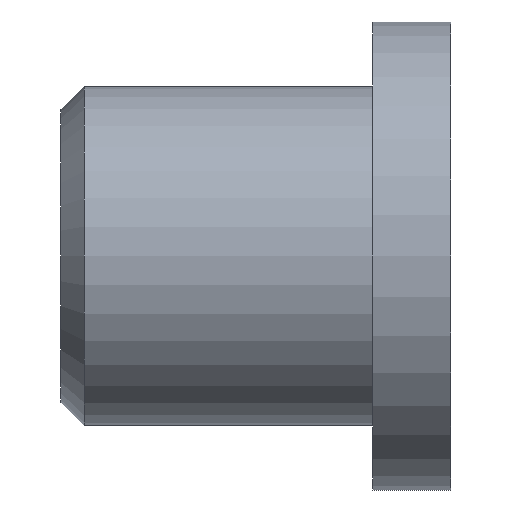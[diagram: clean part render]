
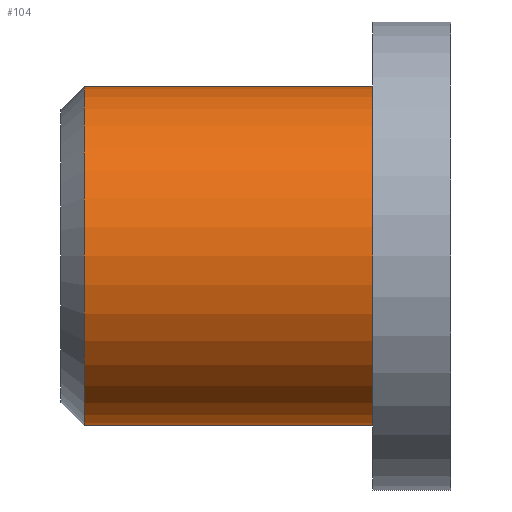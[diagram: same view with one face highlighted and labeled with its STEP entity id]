
A CAD part, front view. The second image highlights one B-rep face of the part: STEP entity #104.
In plain terms, the highlighted cylindrical face has radius 4.35 mm (diameter 8.7 mm), a partial arc.
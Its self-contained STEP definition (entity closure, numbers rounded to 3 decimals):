
#2 = CARTESIAN_POINT ( 'NONE',  ( 8., 0., -4.35 ) ) ;
#5 = EDGE_CURVE ( 'NONE', #27, #224, #171, .T. ) ;
#12 = DIRECTION ( 'NONE',  ( -1., 0., 0. ) ) ;
#13 = ORIENTED_EDGE ( 'NONE', *, *, #268, .T. ) ;
#19 = CARTESIAN_POINT ( 'NONE',  ( 8., 0., 0. ) ) ;
#25 = DIRECTION ( 'NONE',  ( -1., 0., 0. ) ) ;
#27 = VERTEX_POINT ( 'NONE', #2 ) ;
#30 = DIRECTION ( 'NONE',  ( -1., 0., 0. ) ) ;
#33 = EDGE_CURVE ( 'NONE', #27, #112, #141, .T. ) ;
#44 = CARTESIAN_POINT ( 'NONE',  ( 0.6, 0., -4.35 ) ) ;
#58 = AXIS2_PLACEMENT_3D ( 'NONE', #19, #170, #254 ) ;
#59 = EDGE_LOOP ( 'NONE', ( #78, #134, #13, #251 ) ) ;
#71 = CARTESIAN_POINT ( 'NONE',  ( 0., 0., -4.35 ) ) ;
#78 = ORIENTED_EDGE ( 'NONE', *, *, #33, .F. ) ;
#82 = VERTEX_POINT ( 'NONE', #152 ) ;
#93 = CARTESIAN_POINT ( 'NONE',  ( 8., 0., 4.35 ) ) ;
#94 = AXIS2_PLACEMENT_3D ( 'NONE', #107, #25, #253 ) ;
#101 = VECTOR ( 'NONE', #122, 1000. ) ;
#104 = ADVANCED_FACE ( 'NONE', ( #126 ), #203, .T. ) ;
#106 = AXIS2_PLACEMENT_3D ( 'NONE', #113, #12, #241 ) ;
#107 = CARTESIAN_POINT ( 'NONE',  ( 0., 0., 0. ) ) ;
#112 = VERTEX_POINT ( 'NONE', #44 ) ;
#113 = CARTESIAN_POINT ( 'NONE',  ( 0.6, 0., 0. ) ) ;
#122 = DIRECTION ( 'NONE',  ( -1., 0., 0. ) ) ;
#126 = FACE_OUTER_BOUND ( 'NONE', #59, .T. ) ;
#132 = VECTOR ( 'NONE', #30, 1000. ) ;
#134 = ORIENTED_EDGE ( 'NONE', *, *, #5, .T. ) ;
#140 = CIRCLE ( 'NONE', #106, 4.35 ) ;
#141 = LINE ( 'NONE', #71, #101 ) ;
#147 = EDGE_CURVE ( 'NONE', #112, #82, #140, .T. ) ;
#152 = CARTESIAN_POINT ( 'NONE',  ( 0.6, 0., 4.35 ) ) ;
#170 = DIRECTION ( 'NONE',  ( -1., 0., 0. ) ) ;
#171 = CIRCLE ( 'NONE', #58, 4.35 ) ;
#190 = LINE ( 'NONE', #257, #132 ) ;
#203 = CYLINDRICAL_SURFACE ( 'NONE', #94, 4.35 ) ;
#224 = VERTEX_POINT ( 'NONE', #93 ) ;
#241 = DIRECTION ( 'NONE',  ( 0., 0., 1. ) ) ;
#251 = ORIENTED_EDGE ( 'NONE', *, *, #147, .F. ) ;
#253 = DIRECTION ( 'NONE',  ( 0., 0., 1. ) ) ;
#254 = DIRECTION ( 'NONE',  ( 0., 0., 1. ) ) ;
#257 = CARTESIAN_POINT ( 'NONE',  ( 0., 0., 4.35 ) ) ;
#268 = EDGE_CURVE ( 'NONE', #224, #82, #190, .T. ) ;
